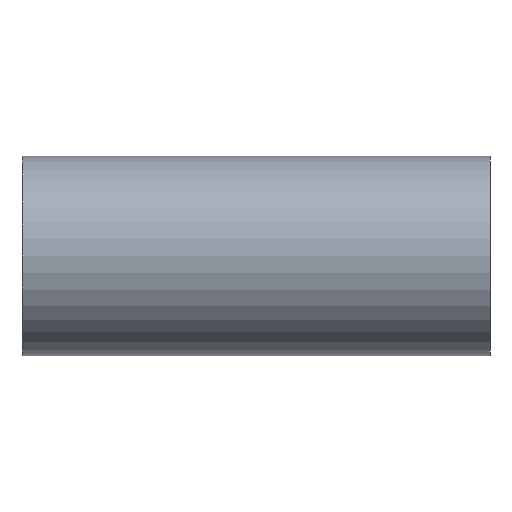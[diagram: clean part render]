
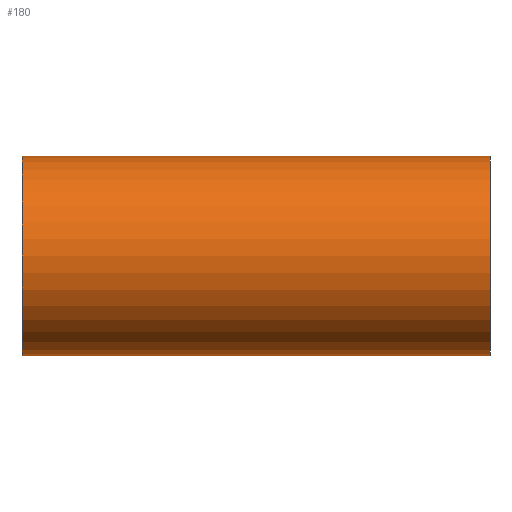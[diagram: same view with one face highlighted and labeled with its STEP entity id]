
A CAD part, left-side view. The second image highlights one B-rep face of the part: STEP entity #180.
In plain terms, the highlighted cylindrical face has radius 29.86 mm (diameter 59.721 mm), a partial arc.
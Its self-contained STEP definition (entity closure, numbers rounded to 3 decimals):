
#7 = ORIENTED_EDGE ( 'NONE', *, *, #208, .F. ) ;
#9 = EDGE_CURVE ( 'NONE', #73, #123, #239, .T. ) ;
#12 = VECTOR ( 'NONE', #62, 1000. ) ;
#22 = CARTESIAN_POINT ( 'NONE',  ( 0., 300., 29.861 ) ) ;
#29 = ORIENTED_EDGE ( 'NONE', *, *, #9, .F. ) ;
#43 = CIRCLE ( 'NONE', #169, 29.861 ) ;
#44 = DIRECTION ( 'NONE',  ( 0., -1., 0. ) ) ;
#50 = CARTESIAN_POINT ( 'NONE',  ( 0., 160., 29.861 ) ) ;
#54 = VERTEX_POINT ( 'NONE', #50 ) ;
#57 = DIRECTION ( 'NONE',  ( 0., 0., -1. ) ) ;
#62 = DIRECTION ( 'NONE',  ( 0., -1., 0. ) ) ;
#63 = DIRECTION ( 'NONE',  ( 0., 0., -1. ) ) ;
#73 = VERTEX_POINT ( 'NONE', #203 ) ;
#93 = CARTESIAN_POINT ( 'NONE',  ( 0., 300., 0. ) ) ;
#108 = VECTOR ( 'NONE', #275, 1000. ) ;
#111 = EDGE_CURVE ( 'NONE', #123, #54, #142, .T. ) ;
#123 = VERTEX_POINT ( 'NONE', #194 ) ;
#142 = LINE ( 'NONE', #22, #108 ) ;
#146 = CARTESIAN_POINT ( 'NONE',  ( 0., 300., -29.861 ) ) ;
#148 = AXIS2_PLACEMENT_3D ( 'NONE', #93, #186, #270 ) ;
#156 = VERTEX_POINT ( 'NONE', #240 ) ;
#160 = FACE_OUTER_BOUND ( 'NONE', #214, .T. ) ;
#166 = EDGE_CURVE ( 'NONE', #73, #156, #216, .T. ) ;
#169 = AXIS2_PLACEMENT_3D ( 'NONE', #223, #44, #63 ) ;
#180 = ADVANCED_FACE ( 'NONE', ( #160 ), #238, .T. ) ;
#186 = DIRECTION ( 'NONE',  ( 0., 1., 0. ) ) ;
#194 = CARTESIAN_POINT ( 'NONE',  ( 0., 300., 29.861 ) ) ;
#197 = AXIS2_PLACEMENT_3D ( 'NONE', #217, #251, #57 ) ;
#203 = CARTESIAN_POINT ( 'NONE',  ( 0., 300., -29.861 ) ) ;
#208 = EDGE_CURVE ( 'NONE', #54, #156, #43, .T. ) ;
#214 = EDGE_LOOP ( 'NONE', ( #249, #29, #246, #7 ) ) ;
#216 = LINE ( 'NONE', #146, #12 ) ;
#217 = CARTESIAN_POINT ( 'NONE',  ( 0., 300., 0. ) ) ;
#223 = CARTESIAN_POINT ( 'NONE',  ( 0., 160., 0. ) ) ;
#238 = CYLINDRICAL_SURFACE ( 'NONE', #197, 29.861 ) ;
#239 = CIRCLE ( 'NONE', #148, 29.861 ) ;
#240 = CARTESIAN_POINT ( 'NONE',  ( 0., 160., -29.861 ) ) ;
#246 = ORIENTED_EDGE ( 'NONE', *, *, #166, .T. ) ;
#249 = ORIENTED_EDGE ( 'NONE', *, *, #111, .F. ) ;
#251 = DIRECTION ( 'NONE',  ( 0., -1., 0. ) ) ;
#270 = DIRECTION ( 'NONE',  ( 0., 0., 1. ) ) ;
#275 = DIRECTION ( 'NONE',  ( 0., -1., 0. ) ) ;
